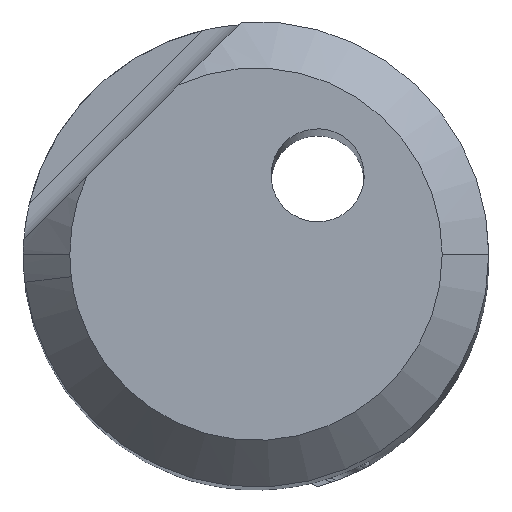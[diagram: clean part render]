
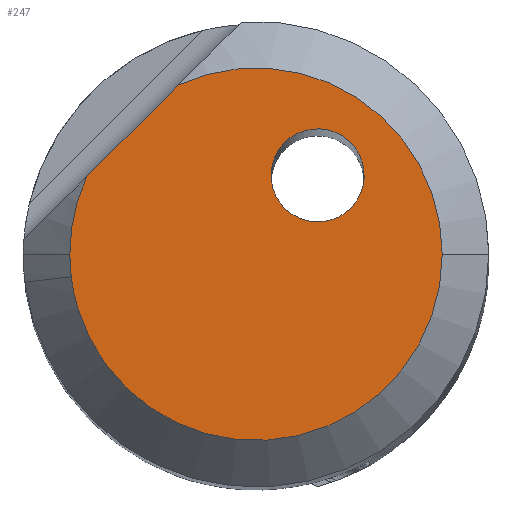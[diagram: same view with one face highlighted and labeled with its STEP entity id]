
A CAD part, top view. The second image highlights one B-rep face of the part: STEP entity #247.
In plain terms, the highlighted planar face has unit normal (0, 0, 1).
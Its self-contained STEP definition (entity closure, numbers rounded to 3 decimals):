
#127=AXIS2_PLACEMENT_3D('Circle Axis2P3D',#125,#126,$) ;
#173=AXIS2_PLACEMENT_3D('Plane Axis2P3D',#170,#171,#172) ;
#184=AXIS2_PLACEMENT_3D('Circle Axis2P3D',#182,#183,$) ;
#231=AXIS2_PLACEMENT_3D('Circle Axis2P3D',#229,#230,$) ;
#240=AXIS2_PLACEMENT_3D('Circle Axis2P3D',#238,#239,$) ;
#125=CARTESIAN_POINT('Axis2P3D Location',(0.,0.,0.)) ;
#129=CARTESIAN_POINT('Vertex',(-0.667,1.454,0.)) ;
#131=CARTESIAN_POINT('Vertex',(1.6,0.,0.)) ;
#170=CARTESIAN_POINT('Axis2P3D Location',(2.,0.,0.)) ;
#175=CARTESIAN_POINT('Line Origine',(-1.061,1.061,0.)) ;
#179=CARTESIAN_POINT('Vertex',(-1.454,0.667,0.)) ;
#182=CARTESIAN_POINT('Axis2P3D Location',(0.,0.,0.)) ;
#186=CARTESIAN_POINT('Vertex',(-1.6,0.,0.)) ;
#190=CARTESIAN_POINT('Control Point',(-1.588,-0.192,0.)) ;
#191=CARTESIAN_POINT('Control Point',(-1.593,-0.154,0.)) ;
#192=CARTESIAN_POINT('Control Point',(-1.597,-0.116,0.)) ;
#193=CARTESIAN_POINT('Control Point',(-1.599,-0.077,0.)) ;
#194=CARTESIAN_POINT('Control Point',(-1.6,-0.039,0.)) ;
#195=CARTESIAN_POINT('Control Point',(-1.6,0.,0.)) ;
#196=CARTESIAN_POINT('Vertex',(-1.588,-0.192,0.)) ;
#200=CARTESIAN_POINT('Control Point',(1.6,0.,0.)) ;
#201=CARTESIAN_POINT('Control Point',(1.6,-0.186,0.)) ;
#202=CARTESIAN_POINT('Control Point',(1.573,-0.372,0.)) ;
#203=CARTESIAN_POINT('Control Point',(1.519,-0.552,0.)) ;
#204=CARTESIAN_POINT('Control Point',(1.36,-0.893,0.)) ;
#205=CARTESIAN_POINT('Control Point',(1.111,-1.174,0.)) ;
#206=CARTESIAN_POINT('Control Point',(0.967,-1.295,0.)) ;
#207=CARTESIAN_POINT('Control Point',(0.647,-1.493,0.)) ;
#208=CARTESIAN_POINT('Control Point',(0.284,-1.591,0.)) ;
#209=CARTESIAN_POINT('Control Point',(0.097,-1.613,0.)) ;
#210=CARTESIAN_POINT('Control Point',(-0.278,-1.603,0.)) ;
#211=CARTESIAN_POINT('Control Point',(-0.636,-1.486,0.)) ;
#212=CARTESIAN_POINT('Control Point',(-0.804,-1.402,0.)) ;
#213=CARTESIAN_POINT('Control Point',(-1.113,-1.187,0.)) ;
#214=CARTESIAN_POINT('Control Point',(-1.347,-0.894,0.)) ;
#215=CARTESIAN_POINT('Control Point',(-1.442,-0.731,0.)) ;
#216=CARTESIAN_POINT('Control Point',(-1.526,-0.521,0.)) ;
#217=CARTESIAN_POINT('Control Point',(-1.572,-0.303,0.)) ;
#218=CARTESIAN_POINT('Control Point',(-1.578,-0.266,0.)) ;
#219=CARTESIAN_POINT('Control Point',(-1.584,-0.229,0.)) ;
#220=CARTESIAN_POINT('Control Point',(-1.588,-0.192,0.)) ;
#229=CARTESIAN_POINT('Axis2P3D Location',(0.529,0.678,0.)) ;
#233=CARTESIAN_POINT('Vertex',(0.14,0.771,0.)) ;
#235=CARTESIAN_POINT('Vertex',(0.919,0.585,0.)) ;
#238=CARTESIAN_POINT('Axis2P3D Location',(0.529,0.678,0.)) ;
#126=DIRECTION('Axis2P3D Direction',(0.,0.,-1.)) ;
#171=DIRECTION('Axis2P3D Direction',(0.,0.,-1.)) ;
#172=DIRECTION('Axis2P3D XDirection',(-1.,0.,0.)) ;
#176=DIRECTION('Vector Direction',(-0.707,-0.707,0.)) ;
#183=DIRECTION('Axis2P3D Direction',(0.,0.,-1.)) ;
#230=DIRECTION('Axis2P3D Direction',(0.,0.,-1.)) ;
#239=DIRECTION('Axis2P3D Direction',(0.,0.,-1.)) ;
#177=VECTOR('Line Direction',#176,1.) ;
#223=ORIENTED_EDGE('',*,*,#181,.T.) ;
#224=ORIENTED_EDGE('',*,*,#188,.F.) ;
#225=ORIENTED_EDGE('',*,*,#198,.F.) ;
#226=ORIENTED_EDGE('',*,*,#221,.F.) ;
#227=ORIENTED_EDGE('',*,*,#133,.F.) ;
#244=ORIENTED_EDGE('',*,*,#237,.T.) ;
#245=ORIENTED_EDGE('',*,*,#242,.T.) ;
#246=FACE_BOUND('',#243,.T.) ;
#247=ADVANCED_FACE('NOCUT',(#228,#246),#174,.F.) ;
#189=B_SPLINE_CURVE_WITH_KNOTS('',5,(#190,#191,#192,#193,#194,#195),.UNSPECIFIED.,.F.,.U.,(6,6),(6.867,7.141),.UNSPECIFIED.) ;
#199=B_SPLINE_CURVE_WITH_KNOTS('',5,(#200,#201,#202,#203,#204,#205,#206,#207,#208,#209,#210,#211,#212,#213,#214,#215,#216,#217,#218,#219,#220),.UNSPECIFIED.,.F.,.U.,(6,3,3,3,3,3,6),(0.,1.321,2.641,3.962,5.282,6.603,6.867),.UNSPECIFIED.) ;
#128=CIRCLE('generated circle',#127,1.6) ;
#185=CIRCLE('generated circle',#184,1.6) ;
#232=CIRCLE('generated circle',#231,0.4) ;
#241=CIRCLE('generated circle',#240,0.4) ;
#133=EDGE_CURVE('',#130,#132,#128,.T.) ;
#181=EDGE_CURVE('',#130,#180,#178,.T.) ;
#188=EDGE_CURVE('',#187,#180,#185,.T.) ;
#198=EDGE_CURVE('',#197,#187,#189,.T.) ;
#221=EDGE_CURVE('',#132,#197,#199,.T.) ;
#237=EDGE_CURVE('',#234,#236,#232,.T.) ;
#242=EDGE_CURVE('',#236,#234,#241,.T.) ;
#222=EDGE_LOOP('',(#223,#224,#225,#226,#227)) ;
#243=EDGE_LOOP('',(#244,#245)) ;
#228=FACE_OUTER_BOUND('',#222,.T.) ;
#178=LINE('Line',#175,#177) ;
#174=PLANE('',#173) ;
#130=VERTEX_POINT('',#129) ;
#132=VERTEX_POINT('',#131) ;
#180=VERTEX_POINT('',#179) ;
#187=VERTEX_POINT('',#186) ;
#197=VERTEX_POINT('',#196) ;
#234=VERTEX_POINT('',#233) ;
#236=VERTEX_POINT('',#235) ;
